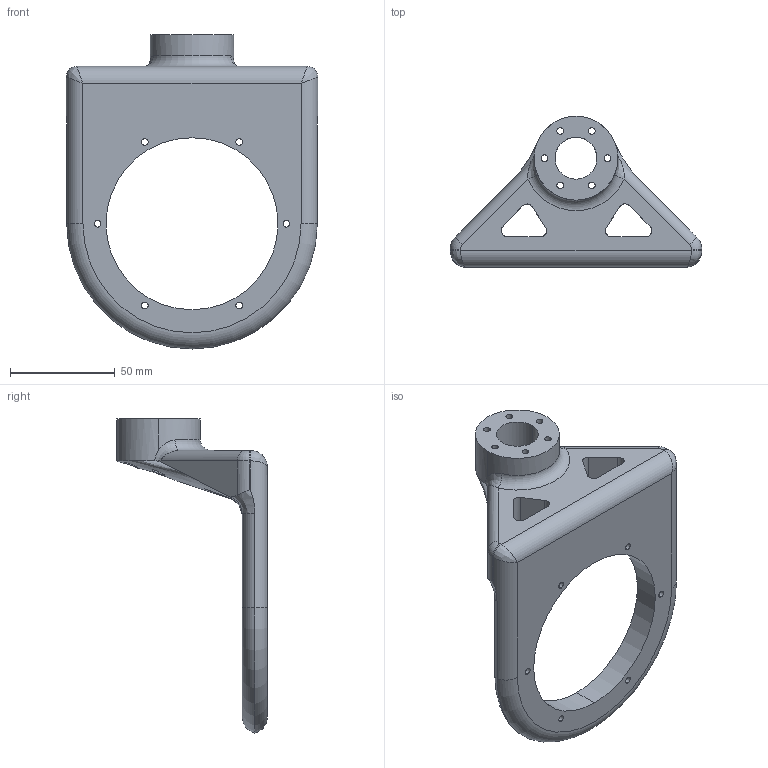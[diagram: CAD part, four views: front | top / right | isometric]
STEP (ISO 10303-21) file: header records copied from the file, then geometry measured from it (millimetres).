
FILE_DESCRIPTION (( 'STEP AP203' ), '1' );
FILE_NAME ('4 TOF2输出件（加工两个）.STEP', '2024-03-24T03:08:16', ( '' ), ( '' ), 'SwSTEP 2.0', 'SolidWorks 2021', '' );
FILE_SCHEMA (( 'CONFIG_CONTROL_DESIGN' ));
Length unit declared in the file: millimetre
Products named in the file (1): 4 TOF2输出件（加工两个）
Bounding box: 120 x 72 x 149.75 mm (x, y, z)
Volume: 165228.9 mm3; surface area: 38548.5 mm2
Topology: 1 solids, 1 shells, 96 faces, 254 edges, 162 vertices
Faces by surface type: cylinder 62, plane 20, bspline 8, torus 6
Entity records: 4399 total; most frequent: CARTESIAN_POINT 1953, ORIENTED_EDGE 504, DIRECTION 471, EDGE_CURVE 252, AXIS2_PLACEMENT_3D 192, VERTEX_POINT 162, EDGE_LOOP 132, CIRCLE 103
